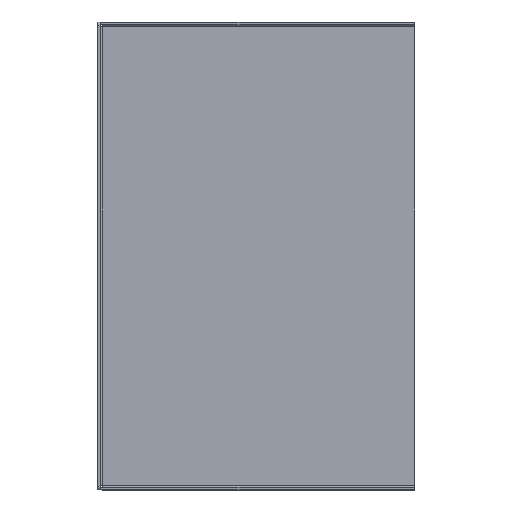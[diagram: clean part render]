
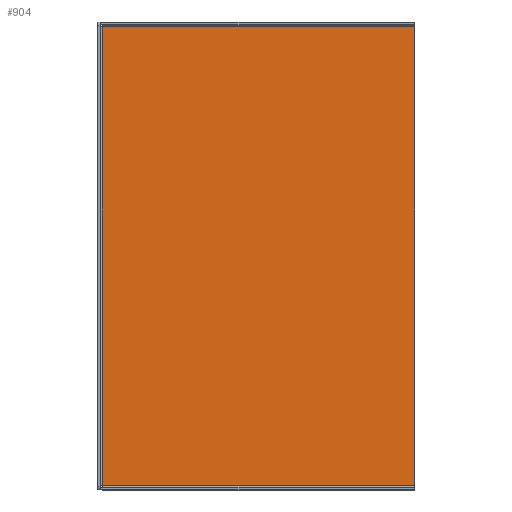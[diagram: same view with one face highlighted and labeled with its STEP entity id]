
A CAD part, top view. The second image highlights one B-rep face of the part: STEP entity #904.
In plain terms, the highlighted planar face has unit normal (0, 0, 1).
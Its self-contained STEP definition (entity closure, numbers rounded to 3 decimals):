
#16 = FACE_OUTER_BOUND ( 'NONE', #332, .T. ) ;
#165 = VECTOR ( 'NONE', #728, 1000. ) ;
#184 = DIRECTION ( 'NONE',  ( 0., -1., 0. ) ) ;
#215 = CARTESIAN_POINT ( 'NONE',  ( -44.4, 67.6, 0.8 ) ) ;
#218 = AXIS2_PLACEMENT_3D ( 'NONE', #362, #357, #354 ) ;
#245 = VECTOR ( 'NONE', #184, 1000. ) ;
#246 = LINE ( 'NONE', #679, #675 ) ;
#314 = VECTOR ( 'NONE', #900, 1000. ) ;
#332 = EDGE_LOOP ( 'NONE', ( #589, #561, #954, #1018 ) ) ;
#339 = EDGE_CURVE ( 'NONE', #835, #876, #527, .T. ) ;
#343 = LINE ( 'NONE', #747, #165 ) ;
#344 = CARTESIAN_POINT ( 'NONE',  ( -44.4, -66.2, 0.8 ) ) ;
#354 = DIRECTION ( 'NONE',  ( 1., 0., 0. ) ) ;
#357 = DIRECTION ( 'NONE',  ( 0., 0., 1. ) ) ;
#362 = CARTESIAN_POINT ( 'NONE',  ( -45.8, -67.6, 0.8 ) ) ;
#364 = PLANE ( 'NONE',  #218 ) ;
#405 = CARTESIAN_POINT ( 'NONE',  ( 45.8, 66.2, 0.8 ) ) ;
#449 = CARTESIAN_POINT ( 'NONE',  ( 45.8, -66.2, 0.8 ) ) ;
#517 = EDGE_CURVE ( 'NONE', #876, #664, #343, .T. ) ;
#527 = LINE ( 'NONE', #908, #314 ) ;
#561 = ORIENTED_EDGE ( 'NONE', *, *, #564, .F. ) ;
#562 = CARTESIAN_POINT ( 'NONE',  ( -44.4, 66.2, 0.8 ) ) ;
#564 = EDGE_CURVE ( 'NONE', #835, #951, #246, .T. ) ;
#589 = ORIENTED_EDGE ( 'NONE', *, *, #1006, .T. ) ;
#664 = VERTEX_POINT ( 'NONE', #562 ) ;
#675 = VECTOR ( 'NONE', #712, 1000. ) ;
#679 = CARTESIAN_POINT ( 'NONE',  ( 721.8, -66.2, 0.8 ) ) ;
#712 = DIRECTION ( 'NONE',  ( -1., 0., 0. ) ) ;
#728 = DIRECTION ( 'NONE',  ( -1., 0., 0. ) ) ;
#747 = CARTESIAN_POINT ( 'NONE',  ( 721.8, 66.2, 0.8 ) ) ;
#829 = LINE ( 'NONE', #215, #245 ) ;
#835 = VERTEX_POINT ( 'NONE', #449 ) ;
#876 = VERTEX_POINT ( 'NONE', #405 ) ;
#900 = DIRECTION ( 'NONE',  ( 0., 1., 0. ) ) ;
#904 = ADVANCED_FACE ( 'NONE', ( #16 ), #364, .T. ) ;
#908 = CARTESIAN_POINT ( 'NONE',  ( 45.8, 67.6, 0.8 ) ) ;
#951 = VERTEX_POINT ( 'NONE', #344 ) ;
#954 = ORIENTED_EDGE ( 'NONE', *, *, #339, .T. ) ;
#1006 = EDGE_CURVE ( 'NONE', #664, #951, #829, .T. ) ;
#1018 = ORIENTED_EDGE ( 'NONE', *, *, #517, .T. ) ;
